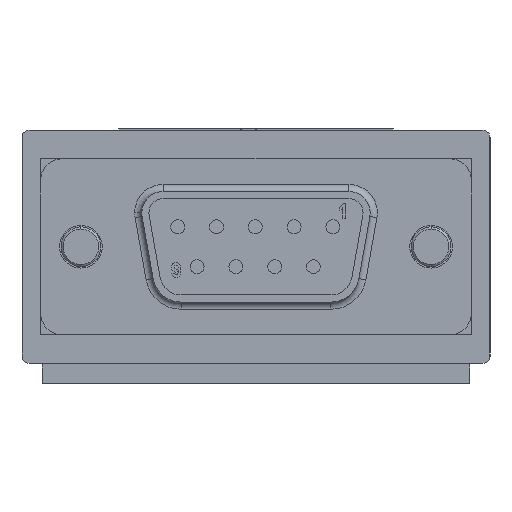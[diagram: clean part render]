
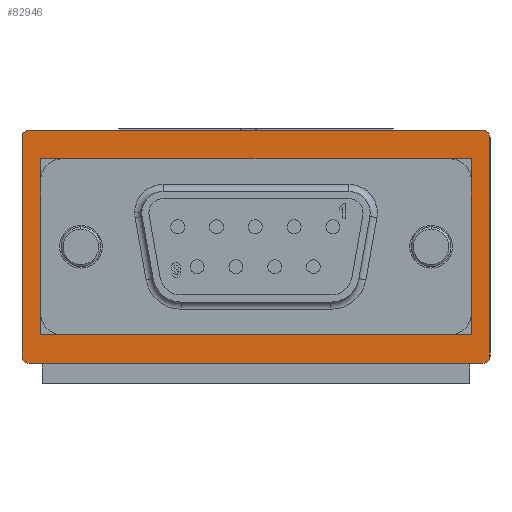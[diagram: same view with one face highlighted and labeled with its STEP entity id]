
A CAD part, left-side view. The second image highlights one B-rep face of the part: STEP entity #82946.
In plain terms, the highlighted planar face has unit normal (-1, 0, 0).
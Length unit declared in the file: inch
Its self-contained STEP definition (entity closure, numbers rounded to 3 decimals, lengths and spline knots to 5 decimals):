
#34525 = CARTESIAN_POINT ( 'NONE',  ( -1.04, 1.025, -0.327 ) ) ;
#34665 = CARTESIAN_POINT ( 'NONE',  ( -1.04, -0.27, -0.307 ) ) ;
#34667 = CARTESIAN_POINT ( 'NONE',  ( -1.04, -0.25, 0.327 ) ) ;
#34672 = CIRCLE ( 'NONE', #34744, 0.02 ) ;
#34683 = DIRECTION ( 'NONE',  ( 0., 1., 0. ) ) ;
#34684 = VECTOR ( 'NONE', #34683, 39.37008 ) ;
#34686 = DIRECTION ( 'NONE',  ( 0., 0., 1. ) ) ;
#34687 = VECTOR ( 'NONE', #34686, 39.37008 ) ;
#34688 = CARTESIAN_POINT ( 'NONE',  ( -1.04, 0.9925, 0.247 ) ) ;
#34689 = LINE ( 'NONE', #34688, #34687 ) ;
#34691 = DIRECTION ( 'NONE',  ( 0., -1., 0. ) ) ;
#34692 = VECTOR ( 'NONE', #34691, 39.37008 ) ;
#34693 = CARTESIAN_POINT ( 'NONE',  ( -1.04, -0.27, 0.327 ) ) ;
#34694 = LINE ( 'NONE', #34693, #34692 ) ;
#34695 = CARTESIAN_POINT ( 'NONE',  ( -1.04, -0.25, -0.307 ) ) ;
#34696 = LINE ( 'NONE', #34699, #34684 ) ;
#34699 = CARTESIAN_POINT ( 'NONE',  ( -1.04, 0.9925, -0.247 ) ) ;
#34700 = CARTESIAN_POINT ( 'NONE',  ( -1.04, -0.27, 0.307 ) ) ;
#34706 = CARTESIAN_POINT ( 'NONE',  ( -1.04, -0.25, -0.327 ) ) ;
#34712 = DIRECTION ( 'NONE',  ( 0., 0., -1. ) ) ;
#34713 = VECTOR ( 'NONE', #34712, 39.37008 ) ;
#34715 = CARTESIAN_POINT ( 'NONE',  ( -1.04, -0.2175, -0.247 ) ) ;
#34716 = AXIS2_PLACEMENT_3D ( 'NONE', #34774, #34773, #34772 ) ;
#34717 = DIRECTION ( 'NONE',  ( 0., 0., -1. ) ) ;
#34718 = DIRECTION ( 'NONE',  ( -1., 0., 0. ) ) ;
#34719 = CARTESIAN_POINT ( 'NONE',  ( -1.04, 1.025, 0.307 ) ) ;
#34720 = AXIS2_PLACEMENT_3D ( 'NONE', #34719, #34718, #34717 ) ;
#34721 = FACE_OUTER_BOUND ( 'NONE', #82791, .T. ) ;
#34722 = CARTESIAN_POINT ( 'NONE',  ( -1.04, 1.045, 0.327 ) ) ;
#34723 = LINE ( 'NONE', #34722, #34713 ) ;
#34725 = CARTESIAN_POINT ( 'NONE',  ( -1.04, 0.9925, 0.247 ) ) ;
#34726 = CARTESIAN_POINT ( 'NONE',  ( -1.04, -0.2175, 0.247 ) ) ;
#34727 = CIRCLE ( 'NONE', #34720, 0.02 ) ;
#34728 = DIRECTION ( 'NONE',  ( 0., 0., -1. ) ) ;
#34729 = VECTOR ( 'NONE', #34728, 39.37008 ) ;
#34730 = CARTESIAN_POINT ( 'NONE',  ( -1.04, -0.2175, 0.247 ) ) ;
#34732 = DIRECTION ( 'NONE',  ( 0., 0., -1. ) ) ;
#34733 = DIRECTION ( 'NONE',  ( -1., 0., 0. ) ) ;
#34735 = CARTESIAN_POINT ( 'NONE',  ( -1.04, 1.045, -0.307 ) ) ;
#34737 = LINE ( 'NONE', #34730, #34729 ) ;
#34739 = PLANE ( 'NONE',  #34716 ) ;
#34740 = DIRECTION ( 'NONE',  ( 0., 0., -1. ) ) ;
#34741 = VECTOR ( 'NONE', #34740, 39.37008 ) ;
#34742 = CARTESIAN_POINT ( 'NONE',  ( -1.04, -0.27, 0.327 ) ) ;
#34743 = LINE ( 'NONE', #34742, #34741 ) ;
#34744 = AXIS2_PLACEMENT_3D ( 'NONE', #34695, #34733, #34732 ) ;
#34763 = DIRECTION ( 'NONE',  ( 0., -1., 0. ) ) ;
#34764 = VECTOR ( 'NONE', #34763, 39.37008 ) ;
#34771 = CARTESIAN_POINT ( 'NONE',  ( -1.04, -0.27, -0.327 ) ) ;
#34772 = DIRECTION ( 'NONE',  ( 0., 0., -1. ) ) ;
#34773 = DIRECTION ( 'NONE',  ( 1., 0., 0. ) ) ;
#34774 = CARTESIAN_POINT ( 'NONE',  ( -1.04, -0.27, 0.327 ) ) ;
#34778 = FACE_BOUND ( 'NONE', #82897, .T. ) ;
#34779 = DIRECTION ( 'NONE',  ( 0., -1., 0. ) ) ;
#34780 = VECTOR ( 'NONE', #34779, 39.37008 ) ;
#34781 = CARTESIAN_POINT ( 'NONE',  ( -1.04, 0.9925, 0.247 ) ) ;
#34782 = LINE ( 'NONE', #34781, #34780 ) ;
#34783 = LINE ( 'NONE', #34771, #34764 ) ;
#34784 = CARTESIAN_POINT ( 'NONE',  ( -1.04, -0.25, 0.307 ) ) ;
#34788 = CIRCLE ( 'NONE', #34801, 0.02 ) ;
#34797 = DIRECTION ( 'NONE',  ( -1., 0., 0. ) ) ;
#34801 = AXIS2_PLACEMENT_3D ( 'NONE', #34784, #34797, #34845 ) ;
#34802 = DIRECTION ( 'NONE',  ( 0., 0., -1. ) ) ;
#34803 = DIRECTION ( 'NONE',  ( -1., 0., 0. ) ) ;
#34804 = CARTESIAN_POINT ( 'NONE',  ( -1.04, 1.025, -0.307 ) ) ;
#34806 = CIRCLE ( 'NONE', #34810, 0.02 ) ;
#34810 = AXIS2_PLACEMENT_3D ( 'NONE', #34804, #34803, #34802 ) ;
#34811 = CARTESIAN_POINT ( 'NONE',  ( -1.04, 0.9925, -0.247 ) ) ;
#34844 = CARTESIAN_POINT ( 'NONE',  ( -1.04, 1.045, 0.307 ) ) ;
#34845 = DIRECTION ( 'NONE',  ( 0., 0., -1. ) ) ;
#34846 = CARTESIAN_POINT ( 'NONE',  ( -1.04, 1.025, 0.327 ) ) ;
#82552 = ORIENTED_EDGE ( 'NONE', *, *, #82964, .T. ) ;
#82627 = VERTEX_POINT ( 'NONE', #34525 ) ;
#82776 = VERTEX_POINT ( 'NONE', #34706 ) ;
#82791 = EDGE_LOOP ( 'NONE', ( #82552, #82940, #82869, #83031, #82875, #82920, #82988, #82990 ) ) ;
#82803 = VERTEX_POINT ( 'NONE', #34667 ) ;
#82828 = VERTEX_POINT ( 'NONE', #34665 ) ;
#82833 = VERTEX_POINT ( 'NONE', #34700 ) ;
#82835 = EDGE_CURVE ( 'NONE', #83060, #82803, #34694, .T. ) ;
#82844 = EDGE_CURVE ( 'NONE', #82981, #82910, #34689, .T. ) ;
#82847 = ORIENTED_EDGE ( 'NONE', *, *, #82849, .T. ) ;
#82849 = EDGE_CURVE ( 'NONE', #82932, #82981, #34696, .T. ) ;
#82852 = ORIENTED_EDGE ( 'NONE', *, *, #82886, .T. ) ;
#82856 = ORIENTED_EDGE ( 'NONE', *, *, #82844, .T. ) ;
#82869 = ORIENTED_EDGE ( 'NONE', *, *, #82872, .F. ) ;
#82872 = EDGE_CURVE ( 'NONE', #82833, #82828, #34743, .T. ) ;
#82875 = ORIENTED_EDGE ( 'NONE', *, *, #82835, .F. ) ;
#82877 = EDGE_CURVE ( 'NONE', #82776, #82828, #34672, .T. ) ;
#82881 = ORIENTED_EDGE ( 'NONE', *, *, #82928, .T. ) ;
#82886 = EDGE_CURVE ( 'NONE', #82907, #82932, #34737, .T. ) ;
#82897 = EDGE_LOOP ( 'NONE', ( #82881, #82852, #82847, #82856 ) ) ;
#82906 = VERTEX_POINT ( 'NONE', #34735 ) ;
#82907 = VERTEX_POINT ( 'NONE', #34726 ) ;
#82910 = VERTEX_POINT ( 'NONE', #34725 ) ;
#82913 = EDGE_CURVE ( 'NONE', #83060, #83053, #34727, .T. ) ;
#82918 = EDGE_CURVE ( 'NONE', #83053, #82906, #34723, .T. ) ;
#82920 = ORIENTED_EDGE ( 'NONE', *, *, #82913, .T. ) ;
#82928 = EDGE_CURVE ( 'NONE', #82910, #82907, #34782, .T. ) ;
#82932 = VERTEX_POINT ( 'NONE', #34715 ) ;
#82940 = ORIENTED_EDGE ( 'NONE', *, *, #82877, .T. ) ;
#82946 = ADVANCED_FACE ( 'NONE', ( #34721, #34778 ), #34739, .F. ) ;
#82964 = EDGE_CURVE ( 'NONE', #82627, #82776, #34783, .T. ) ;
#82981 = VERTEX_POINT ( 'NONE', #34811 ) ;
#82985 = EDGE_CURVE ( 'NONE', #82906, #82627, #34806, .T. ) ;
#82988 = ORIENTED_EDGE ( 'NONE', *, *, #82918, .T. ) ;
#82990 = ORIENTED_EDGE ( 'NONE', *, *, #82985, .T. ) ;
#83031 = ORIENTED_EDGE ( 'NONE', *, *, #83035, .T. ) ;
#83035 = EDGE_CURVE ( 'NONE', #82833, #82803, #34788, .T. ) ;
#83053 = VERTEX_POINT ( 'NONE', #34844 ) ;
#83060 = VERTEX_POINT ( 'NONE', #34846 ) ;
